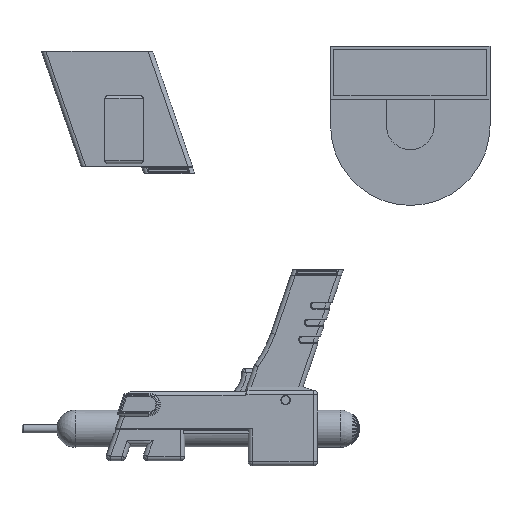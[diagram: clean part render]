
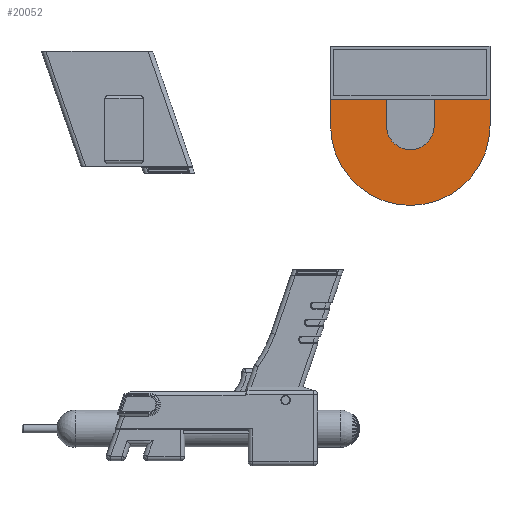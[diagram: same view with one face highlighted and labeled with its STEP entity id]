
A CAD part, front view. The second image highlights one B-rep face of the part: STEP entity #20052.
In plain terms, the highlighted planar face has unit normal (0, -1, 0).
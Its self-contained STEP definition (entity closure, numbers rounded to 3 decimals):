
#893=PLANE('',#21633);
#3240=LINE('',#49525,#4581);
#3243=LINE('',#49530,#4584);
#3246=LINE('',#49535,#4587);
#3249=LINE('',#49542,#4590);
#3250=LINE('',#49545,#4591);
#3251=LINE('',#49548,#4592);
#4581=VECTOR('',#26047,10.);
#4584=VECTOR('',#26050,10.);
#4587=VECTOR('',#26055,10.);
#4590=VECTOR('',#26064,10.);
#4591=VECTOR('',#26067,10.);
#4592=VECTOR('',#26070,10.);
#6024=FACE_OUTER_BOUND('',#7441,.T.);
#7441=EDGE_LOOP('',(#19015,#19016,#19017,#19018,#19019,#19020,#19021,#19022));
#8098=CIRCLE('',#21631,22.5);
#8099=CIRCLE('',#21634,75.);
#10135=VERTEX_POINT('',#49523);
#10136=VERTEX_POINT('',#49524);
#10137=VERTEX_POINT('',#49527);
#10138=VERTEX_POINT('',#49529);
#10139=VERTEX_POINT('',#49534);
#10140=VERTEX_POINT('',#49538);
#10141=VERTEX_POINT('',#49544);
#10142=VERTEX_POINT('',#49546);
#13095=EDGE_CURVE('',#10135,#10136,#3240,.T.);
#13098=EDGE_CURVE('',#10138,#10137,#3243,.T.);
#13101=EDGE_CURVE('',#10136,#10139,#3246,.T.);
#13103=EDGE_CURVE('',#10139,#10140,#8098,.T.);
#13105=EDGE_CURVE('',#10140,#10138,#3249,.T.);
#13106=EDGE_CURVE('',#10141,#10137,#3250,.T.);
#13107=EDGE_CURVE('',#10142,#10141,#8099,.T.);
#13108=EDGE_CURVE('',#10135,#10142,#3251,.T.);
#19015=ORIENTED_EDGE('',*,*,#13095,.T.);
#19016=ORIENTED_EDGE('',*,*,#13101,.T.);
#19017=ORIENTED_EDGE('',*,*,#13103,.T.);
#19018=ORIENTED_EDGE('',*,*,#13105,.T.);
#19019=ORIENTED_EDGE('',*,*,#13098,.T.);
#19020=ORIENTED_EDGE('',*,*,#13106,.F.);
#19021=ORIENTED_EDGE('',*,*,#13107,.F.);
#19022=ORIENTED_EDGE('',*,*,#13108,.F.);
#20052=ADVANCED_FACE('',(#6024),#893,.F.);
#21631=AXIS2_PLACEMENT_3D('',#49539,#26059,#26060);
#21633=AXIS2_PLACEMENT_3D('',#49543,#26065,#26066);
#21634=AXIS2_PLACEMENT_3D('',#49547,#26068,#26069);
#26047=DIRECTION('',(-1.,0.,0.));
#26050=DIRECTION('',(-1.,0.,0.));
#26055=DIRECTION('',(0.,0.,-1.));
#26059=DIRECTION('center_axis',(0.,1.,0.));
#26060=DIRECTION('ref_axis',(1.,0.,0.));
#26064=DIRECTION('',(0.,0.,1.));
#26065=DIRECTION('center_axis',(0.,1.,0.));
#26066=DIRECTION('ref_axis',(1.,0.,0.));
#26067=DIRECTION('',(0.,0.,1.));
#26068=DIRECTION('center_axis',(0.,1.,0.));
#26069=DIRECTION('ref_axis',(1.,0.,0.));
#26070=DIRECTION('',(0.,0.,-1.));
#49523=CARTESIAN_POINT('',(225.,0.,275.));
#49524=CARTESIAN_POINT('',(172.5,0.,275.));
#49525=CARTESIAN_POINT('',(161.25,0.,275.));
#49527=CARTESIAN_POINT('',(75.,0.,275.));
#49529=CARTESIAN_POINT('',(127.5,0.,275.));
#49530=CARTESIAN_POINT('',(112.5,0.,275.));
#49534=CARTESIAN_POINT('',(172.5,0.,250.));
#49535=CARTESIAN_POINT('',(172.5,0.,250.));
#49538=CARTESIAN_POINT('',(127.5,0.,250.));
#49539=CARTESIAN_POINT('Origin',(150.,0.,250.));
#49542=CARTESIAN_POINT('',(127.5,0.,262.5));
#49543=CARTESIAN_POINT('Origin',(150.,0.,250.));
#49544=CARTESIAN_POINT('',(75.,0.,250.));
#49545=CARTESIAN_POINT('',(75.,0.,250.));
#49546=CARTESIAN_POINT('',(225.,0.,250.));
#49547=CARTESIAN_POINT('Origin',(150.,0.,250.));
#49548=CARTESIAN_POINT('',(225.,0.,325.));
